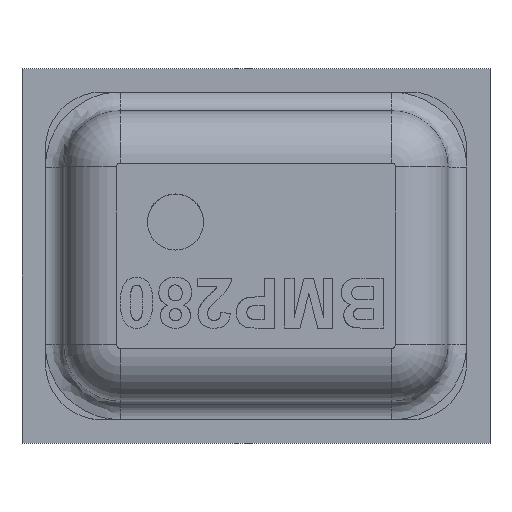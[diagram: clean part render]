
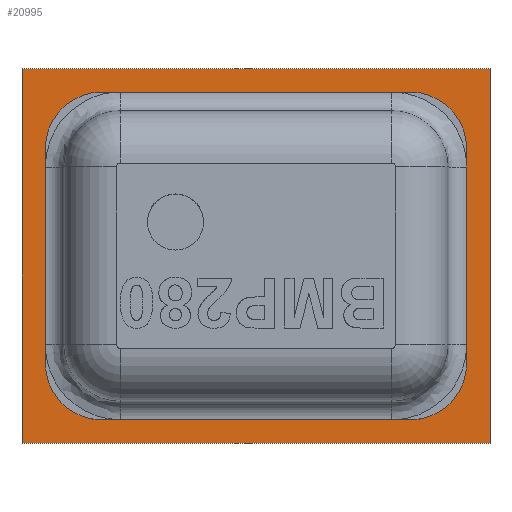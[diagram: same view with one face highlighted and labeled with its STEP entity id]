
A CAD part, top view. The second image highlights one B-rep face of the part: STEP entity #20995.
In plain terms, the highlighted planar face has unit normal (0, 0, 1).
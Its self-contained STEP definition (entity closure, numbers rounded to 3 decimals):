
#524 = EDGE_CURVE ( 'NONE', #25350, #994, #21347, .T. ) ;
#994 = VERTEX_POINT ( 'NONE', #38133 ) ;
#1624 = ORIENTED_EDGE ( 'NONE', *, *, #4323, .T. ) ;
#1773 = CARTESIAN_POINT ( 'NONE',  ( -1.125, 0.575, 0.13 ) ) ;
#1997 = DIRECTION ( 'NONE',  ( 1., 0., 0. ) ) ;
#2250 = EDGE_CURVE ( 'NONE', #994, #26180, #19478, .T. ) ;
#3340 = EDGE_CURVE ( 'NONE', #30437, #25350, #25872, .T. ) ;
#3685 = DIRECTION ( 'NONE',  ( 0., 0., -1. ) ) ;
#4052 = DIRECTION ( 'NONE',  ( 1., 0., 0. ) ) ;
#4216 = VECTOR ( 'NONE', #35164, 1000. ) ;
#4295 = EDGE_LOOP ( 'NONE', ( #35116, #6652, #24089, #12630 ) ) ;
#4323 = EDGE_CURVE ( 'NONE', #26180, #5294, #4659, .T. ) ;
#4648 = FACE_BOUND ( 'NONE', #10385, .T. ) ;
#4659 = LINE ( 'NONE', #7483, #4216 ) ;
#5244 = DIRECTION ( 'NONE',  ( 0., 0., -1. ) ) ;
#5294 = VERTEX_POINT ( 'NONE', #1773 ) ;
#6077 = DIRECTION ( 'NONE',  ( 1., 0., 0. ) ) ;
#6652 = ORIENTED_EDGE ( 'NONE', *, *, #13406, .T. ) ;
#7069 = CARTESIAN_POINT ( 'NONE',  ( -1.25, -1., 0.13 ) ) ;
#7096 = DIRECTION ( 'NONE',  ( 1., 0., 0. ) ) ;
#7162 = DIRECTION ( 'NONE',  ( -1., 0., 0. ) ) ;
#7483 = CARTESIAN_POINT ( 'NONE',  ( -1.125, 0., 0.13 ) ) ;
#7957 = VERTEX_POINT ( 'NONE', #14508 ) ;
#8020 = DIRECTION ( 'NONE',  ( 0., 0., -1. ) ) ;
#8606 = CARTESIAN_POINT ( 'NONE',  ( 1.25, -1., 0.13 ) ) ;
#9876 = DIRECTION ( 'NONE',  ( 0., -1., 0. ) ) ;
#10348 = VERTEX_POINT ( 'NONE', #14592 ) ;
#10385 = EDGE_LOOP ( 'NONE', ( #20186, #21370, #19385, #25162, #38107, #1624, #37189, #22412 ) ) ;
#10553 = AXIS2_PLACEMENT_3D ( 'NONE', #34570, #3685, #7096 ) ;
#10577 = CARTESIAN_POINT ( 'NONE',  ( -1.25, 1., 0.13 ) ) ;
#11169 = CIRCLE ( 'NONE', #22678, 0.3 ) ;
#11290 = EDGE_CURVE ( 'NONE', #5294, #23300, #32661, .T. ) ;
#11344 = VERTEX_POINT ( 'NONE', #15172 ) ;
#11443 = LINE ( 'NONE', #36131, #21521 ) ;
#11450 = DIRECTION ( 'NONE',  ( 1., 0., 0. ) ) ;
#11872 = CARTESIAN_POINT ( 'NONE',  ( -0.825, 0.875, 0.13 ) ) ;
#12630 = ORIENTED_EDGE ( 'NONE', *, *, #31498, .T. ) ;
#13406 = EDGE_CURVE ( 'NONE', #24124, #10348, #24537, .T. ) ;
#13450 = VECTOR ( 'NONE', #23953, 1000. ) ;
#13595 = DIRECTION ( 'NONE',  ( 0., 0., -1. ) ) ;
#14059 = LINE ( 'NONE', #26485, #38773 ) ;
#14332 = AXIS2_PLACEMENT_3D ( 'NONE', #26491, #5244, #35948 ) ;
#14508 = CARTESIAN_POINT ( 'NONE',  ( -1.25, 1., 0.13 ) ) ;
#14592 = CARTESIAN_POINT ( 'NONE',  ( 1.25, 1., 0.13 ) ) ;
#15172 = CARTESIAN_POINT ( 'NONE',  ( -1.25, -1., 0.13 ) ) ;
#15335 = DIRECTION ( 'NONE',  ( -1., 0., 0. ) ) ;
#15772 = LINE ( 'NONE', #10577, #28604 ) ;
#16471 = CARTESIAN_POINT ( 'NONE',  ( 0., 0., 0.13 ) ) ;
#17013 = CARTESIAN_POINT ( 'NONE',  ( 0.825, 0.575, 0.13 ) ) ;
#17059 = DIRECTION ( 'NONE',  ( 0., -1., 0. ) ) ;
#17069 = PLANE ( 'NONE',  #22768 ) ;
#17991 = CARTESIAN_POINT ( 'NONE',  ( 1.125, 0.575, 0.13 ) ) ;
#18234 = CARTESIAN_POINT ( 'NONE',  ( 0.825, -0.875, 0.13 ) ) ;
#19385 = ORIENTED_EDGE ( 'NONE', *, *, #3340, .T. ) ;
#19478 = CIRCLE ( 'NONE', #10553, 0.3 ) ;
#20186 = ORIENTED_EDGE ( 'NONE', *, *, #31652, .T. ) ;
#20627 = VECTOR ( 'NONE', #15335, 1000. ) ;
#20995 = ADVANCED_FACE ( 'NONE', ( #4648, #25296 ), #17069, .T. ) ;
#21132 = CARTESIAN_POINT ( 'NONE',  ( 1.25, 1., 0.13 ) ) ;
#21303 = LINE ( 'NONE', #32975, #29470 ) ;
#21347 = LINE ( 'NONE', #33609, #20627 ) ;
#21370 = ORIENTED_EDGE ( 'NONE', *, *, #33759, .T. ) ;
#21521 = VECTOR ( 'NONE', #17059, 1000. ) ;
#22412 = ORIENTED_EDGE ( 'NONE', *, *, #25968, .T. ) ;
#22612 = VERTEX_POINT ( 'NONE', #17991 ) ;
#22678 = AXIS2_PLACEMENT_3D ( 'NONE', #17013, #8020, #1997 ) ;
#22768 = AXIS2_PLACEMENT_3D ( 'NONE', #16471, #31910, #4052 ) ;
#23289 = VECTOR ( 'NONE', #9876, 1000. ) ;
#23300 = VERTEX_POINT ( 'NONE', #11872 ) ;
#23953 = DIRECTION ( 'NONE',  ( 0., 1., 0. ) ) ;
#24089 = ORIENTED_EDGE ( 'NONE', *, *, #34284, .T. ) ;
#24124 = VERTEX_POINT ( 'NONE', #8606 ) ;
#24334 = CARTESIAN_POINT ( 'NONE',  ( 1.125, -0.575, 0.13 ) ) ;
#24537 = LINE ( 'NONE', #21132, #13450 ) ;
#25162 = ORIENTED_EDGE ( 'NONE', *, *, #524, .T. ) ;
#25296 = FACE_OUTER_BOUND ( 'NONE', #4295, .T. ) ;
#25350 = VERTEX_POINT ( 'NONE', #18234 ) ;
#25872 = CIRCLE ( 'NONE', #14332, 0.3 ) ;
#25968 = EDGE_CURVE ( 'NONE', #23300, #37933, #21303, .T. ) ;
#26180 = VERTEX_POINT ( 'NONE', #28708 ) ;
#26485 = CARTESIAN_POINT ( 'NONE',  ( 1.25, -1., 0.13 ) ) ;
#26491 = CARTESIAN_POINT ( 'NONE',  ( 0.825, -0.575, 0.13 ) ) ;
#28604 = VECTOR ( 'NONE', #7162, 1000. ) ;
#28708 = CARTESIAN_POINT ( 'NONE',  ( -1.125, -0.575, 0.13 ) ) ;
#29470 = VECTOR ( 'NONE', #6077, 1000. ) ;
#30437 = VERTEX_POINT ( 'NONE', #24334 ) ;
#30906 = LINE ( 'NONE', #7069, #23289 ) ;
#31498 = EDGE_CURVE ( 'NONE', #7957, #11344, #30906, .T. ) ;
#31652 = EDGE_CURVE ( 'NONE', #37933, #22612, #11169, .T. ) ;
#31910 = DIRECTION ( 'NONE',  ( 0., 0., 1. ) ) ;
#32661 = CIRCLE ( 'NONE', #33926, 0.3 ) ;
#32756 = EDGE_CURVE ( 'NONE', #11344, #24124, #14059, .T. ) ;
#32975 = CARTESIAN_POINT ( 'NONE',  ( 0., 0.875, 0.13 ) ) ;
#33609 = CARTESIAN_POINT ( 'NONE',  ( 0., -0.875, 0.13 ) ) ;
#33759 = EDGE_CURVE ( 'NONE', #22612, #30437, #11443, .T. ) ;
#33926 = AXIS2_PLACEMENT_3D ( 'NONE', #35302, #13595, #37899 ) ;
#34284 = EDGE_CURVE ( 'NONE', #10348, #7957, #15772, .T. ) ;
#34570 = CARTESIAN_POINT ( 'NONE',  ( -0.825, -0.575, 0.13 ) ) ;
#35116 = ORIENTED_EDGE ( 'NONE', *, *, #32756, .T. ) ;
#35164 = DIRECTION ( 'NONE',  ( 0., 1., 0. ) ) ;
#35302 = CARTESIAN_POINT ( 'NONE',  ( -0.825, 0.575, 0.13 ) ) ;
#35948 = DIRECTION ( 'NONE',  ( 1., 0., 0. ) ) ;
#36131 = CARTESIAN_POINT ( 'NONE',  ( 1.125, 0., 0.13 ) ) ;
#36326 = CARTESIAN_POINT ( 'NONE',  ( 0.825, 0.875, 0.13 ) ) ;
#37189 = ORIENTED_EDGE ( 'NONE', *, *, #11290, .T. ) ;
#37899 = DIRECTION ( 'NONE',  ( 1., 0., 0. ) ) ;
#37933 = VERTEX_POINT ( 'NONE', #36326 ) ;
#38107 = ORIENTED_EDGE ( 'NONE', *, *, #2250, .T. ) ;
#38133 = CARTESIAN_POINT ( 'NONE',  ( -0.825, -0.875, 0.13 ) ) ;
#38773 = VECTOR ( 'NONE', #11450, 1000. ) ;
